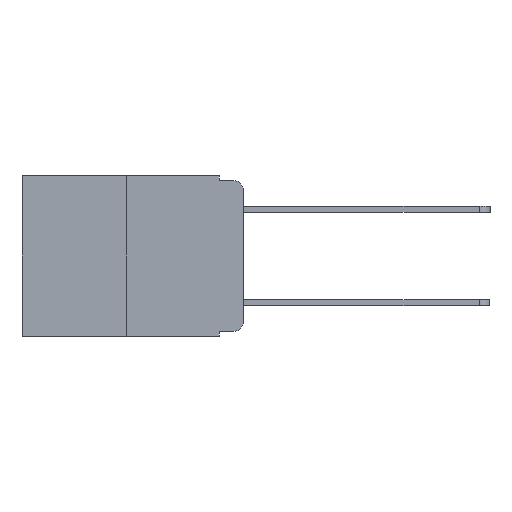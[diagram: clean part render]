
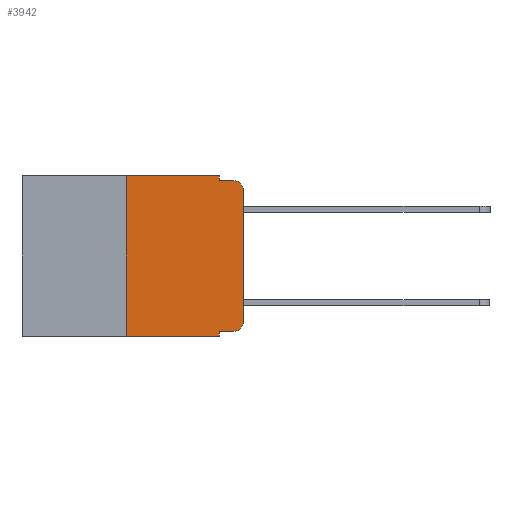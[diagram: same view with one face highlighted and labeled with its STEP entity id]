
A CAD part, left-side view. The second image highlights one B-rep face of the part: STEP entity #3942.
In plain terms, the highlighted planar face has unit normal (-1, 0, 0).
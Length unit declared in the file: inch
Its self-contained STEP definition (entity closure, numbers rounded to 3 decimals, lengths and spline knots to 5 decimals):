
#410 = ORIENTED_EDGE ( 'NONE', *, *, #690, .F. ) ;
#690 = EDGE_CURVE ( 'NONE', #2410, #6127, #12483, .T. ) ;
#1718 = VECTOR ( 'NONE', #17100, 39.37008 ) ;
#2123 = CARTESIAN_POINT ( 'NONE',  ( 0., 0., -0.03 ) ) ;
#2410 = VERTEX_POINT ( 'NONE', #17228 ) ;
#2711 = CARTESIAN_POINT ( 'NONE',  ( 0., 0.051, 0. ) ) ;
#2901 = EDGE_CURVE ( 'NONE', #16968, #10366, #11194, .T. ) ;
#3609 = DIRECTION ( 'NONE',  ( 0., -1., 0. ) ) ;
#3694 = EDGE_LOOP ( 'NONE', ( #5305, #12213, #5729, #9646, #13724, #3751, #4212, #410, #11621, #8610 ) ) ;
#3751 = ORIENTED_EDGE ( 'NONE', *, *, #2901, .F. ) ;
#3852 = LINE ( 'NONE', #13556, #13801 ) ;
#3942 = ADVANCED_FACE ( 'NONE', ( #4573 ), #13492, .F. ) ;
#4212 = ORIENTED_EDGE ( 'NONE', *, *, #9266, .T. ) ;
#4282 = CARTESIAN_POINT ( 'NONE',  ( 0., 0.02, -0.03 ) ) ;
#4573 = FACE_OUTER_BOUND ( 'NONE', #3694, .T. ) ;
#4815 = DIRECTION ( 'NONE',  ( 0., -1., 0. ) ) ;
#4875 = VERTEX_POINT ( 'NONE', #2711 ) ;
#4930 = EDGE_CURVE ( 'NONE', #4875, #5238, #4993, .T. ) ;
#4993 = LINE ( 'NONE', #12259, #8505 ) ;
#5164 = CARTESIAN_POINT ( 'NONE',  ( 0., 0.02, -0.313 ) ) ;
#5238 = VERTEX_POINT ( 'NONE', #12906 ) ;
#5305 = ORIENTED_EDGE ( 'NONE', *, *, #10213, .T. ) ;
#5675 = DIRECTION ( 'NONE',  ( 0., 0., -1. ) ) ;
#5729 = ORIENTED_EDGE ( 'NONE', *, *, #6690, .F. ) ;
#5804 = VECTOR ( 'NONE', #4815, 39.37008 ) ;
#6127 = VERTEX_POINT ( 'NONE', #10546 ) ;
#6445 = DIRECTION ( 'NONE',  ( 0., 0., 1. ) ) ;
#6482 = DIRECTION ( 'NONE',  ( 0., 0., -1. ) ) ;
#6690 = EDGE_CURVE ( 'NONE', #5238, #9043, #7213, .T. ) ;
#6782 = VERTEX_POINT ( 'NONE', #2123 ) ;
#6890 = DIRECTION ( 'NONE',  ( 0., 0., -1. ) ) ;
#7028 = LINE ( 'NONE', #16230, #5804 ) ;
#7213 = LINE ( 'NONE', #10295, #10680 ) ;
#7518 = CARTESIAN_POINT ( 'NONE',  ( 0., 0., -0.313 ) ) ;
#8075 = CARTESIAN_POINT ( 'NONE',  ( 0., 0.25, 0. ) ) ;
#8186 = VECTOR ( 'NONE', #17105, 39.37008 ) ;
#8369 = AXIS2_PLACEMENT_3D ( 'NONE', #4282, #13345, #5675 ) ;
#8475 = EDGE_CURVE ( 'NONE', #6782, #9043, #16479, .T. ) ;
#8505 = VECTOR ( 'NONE', #6890, 39.37008 ) ;
#8514 = CARTESIAN_POINT ( 'NONE',  ( 0., 0.25, -0.343 ) ) ;
#8610 = ORIENTED_EDGE ( 'NONE', *, *, #14648, .T. ) ;
#8787 = DIRECTION ( 'NONE',  ( 0., 0., -1. ) ) ;
#8789 = CARTESIAN_POINT ( 'NONE',  ( 0., 0.051, 0. ) ) ;
#8802 = LINE ( 'NONE', #15861, #1718 ) ;
#9043 = VERTEX_POINT ( 'NONE', #15556 ) ;
#9137 = CARTESIAN_POINT ( 'NONE',  ( 0., 0.473, 0. ) ) ;
#9266 = EDGE_CURVE ( 'NONE', #16968, #6127, #3852, .T. ) ;
#9339 = VECTOR ( 'NONE', #6445, 39.37008 ) ;
#9370 = CARTESIAN_POINT ( 'NONE',  ( 0., 0.25, 0. ) ) ;
#9646 = ORIENTED_EDGE ( 'NONE', *, *, #4930, .F. ) ;
#10213 = EDGE_CURVE ( 'NONE', #13408, #6782, #12679, .T. ) ;
#10295 = CARTESIAN_POINT ( 'NONE',  ( 0., 0.051, -0.01 ) ) ;
#10366 = VERTEX_POINT ( 'NONE', #8075 ) ;
#10546 = CARTESIAN_POINT ( 'NONE',  ( 0., 0.051, -0.343 ) ) ;
#10680 = VECTOR ( 'NONE', #3609, 39.37008 ) ;
#10772 = EDGE_CURVE ( 'NONE', #10366, #4875, #7028, .T. ) ;
#11194 = LINE ( 'NONE', #9370, #8186 ) ;
#11388 = DIRECTION ( 'NONE',  ( 0., 0., -1. ) ) ;
#11408 = DIRECTION ( 'NONE',  ( 1., 0., 0. ) ) ;
#11621 = ORIENTED_EDGE ( 'NONE', *, *, #16285, .T. ) ;
#12213 = ORIENTED_EDGE ( 'NONE', *, *, #8475, .T. ) ;
#12259 = CARTESIAN_POINT ( 'NONE',  ( 0., 0.051, 0. ) ) ;
#12403 = DIRECTION ( 'NONE',  ( 0., -1., 0. ) ) ;
#12483 = LINE ( 'NONE', #8789, #15295 ) ;
#12500 = AXIS2_PLACEMENT_3D ( 'NONE', #9137, #11408, #11388 ) ;
#12679 = LINE ( 'NONE', #16456, #9339 ) ;
#12906 = CARTESIAN_POINT ( 'NONE',  ( 0., 0.051, -0.01 ) ) ;
#13285 = AXIS2_PLACEMENT_3D ( 'NONE', #5164, #14106, #6482 ) ;
#13345 = DIRECTION ( 'NONE',  ( -1., 0., 0. ) ) ;
#13408 = VERTEX_POINT ( 'NONE', #7518 ) ;
#13492 = PLANE ( 'NONE',  #12500 ) ;
#13556 = CARTESIAN_POINT ( 'NONE',  ( 0., 0.473, -0.343 ) ) ;
#13724 = ORIENTED_EDGE ( 'NONE', *, *, #10772, .F. ) ;
#13801 = VECTOR ( 'NONE', #12403, 39.37008 ) ;
#14106 = DIRECTION ( 'NONE',  ( -1., 0., 0. ) ) ;
#14648 = EDGE_CURVE ( 'NONE', #16538, #13408, #15759, .T. ) ;
#15295 = VECTOR ( 'NONE', #8787, 39.37008 ) ;
#15556 = CARTESIAN_POINT ( 'NONE',  ( 0., 0.02, -0.01 ) ) ;
#15759 = CIRCLE ( 'NONE', #13285, 0.02 ) ;
#15861 = CARTESIAN_POINT ( 'NONE',  ( 0., 0.051, -0.333 ) ) ;
#16230 = CARTESIAN_POINT ( 'NONE',  ( 0., 0.473, 0. ) ) ;
#16285 = EDGE_CURVE ( 'NONE', #2410, #16538, #8802, .T. ) ;
#16456 = CARTESIAN_POINT ( 'NONE',  ( 0., 0., 0. ) ) ;
#16479 = CIRCLE ( 'NONE', #8369, 0.02 ) ;
#16538 = VERTEX_POINT ( 'NONE', #16552 ) ;
#16552 = CARTESIAN_POINT ( 'NONE',  ( 0., 0.02, -0.333 ) ) ;
#16968 = VERTEX_POINT ( 'NONE', #8514 ) ;
#17100 = DIRECTION ( 'NONE',  ( 0., -1., 0. ) ) ;
#17105 = DIRECTION ( 'NONE',  ( 0., 0., 1. ) ) ;
#17228 = CARTESIAN_POINT ( 'NONE',  ( 0., 0.051, -0.333 ) ) ;
